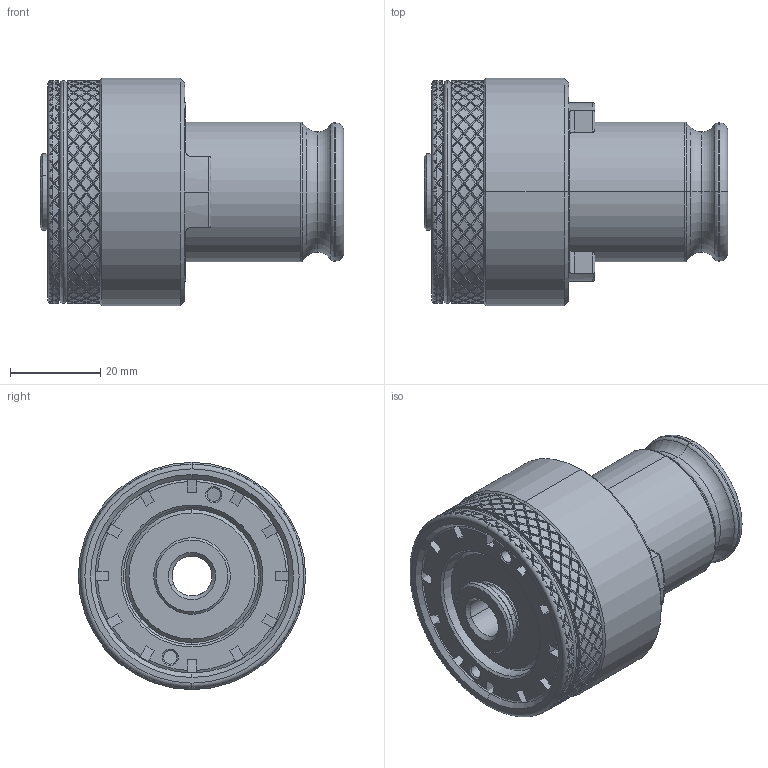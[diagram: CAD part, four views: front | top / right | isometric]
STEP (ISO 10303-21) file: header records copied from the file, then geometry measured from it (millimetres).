
FILE_DESCRIPTION (( 'STEP AP203' ), '1' );
FILE_NAME ('50-S.16.12.129.STEP', '2019-04-16T05:47:45', ( 'Acer' ), ( '' ), 'SwSTEP 2.0', 'SolidWorks 2018', '' );
FILE_SCHEMA (( 'CONFIG_CONTROL_DESIGN' ));
Length unit declared in the file: millimetre
Products named in the file (1): 50-S.16.12.129
Bounding box: 67.43 x 50.5 x 50.5 mm (x, y, z)
Surface area: 22521.7 mm2 (no closed solid volume)
Topology: 0 solids, 11 shells, 1692 faces, 4146 edges, 2395 vertices
Faces by surface type: bspline 1148, cylinder 395, plane 75, cone 43, torus 31
Entity records: 63905 total; most frequent: CARTESIAN_POINT 38742, ORIENTED_EDGE 7791, EDGE_CURVE 4144, VERTEX_POINT 2395, DIRECTION 2293, EDGE_LOOP 1707, FACE_OUTER_BOUND 1692, ADVANCED_FACE 1692
